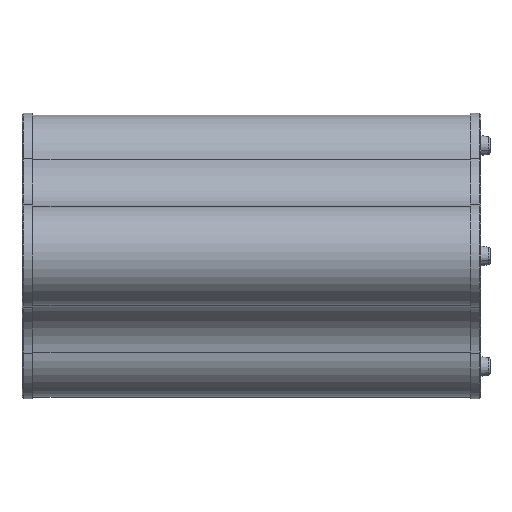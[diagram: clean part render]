
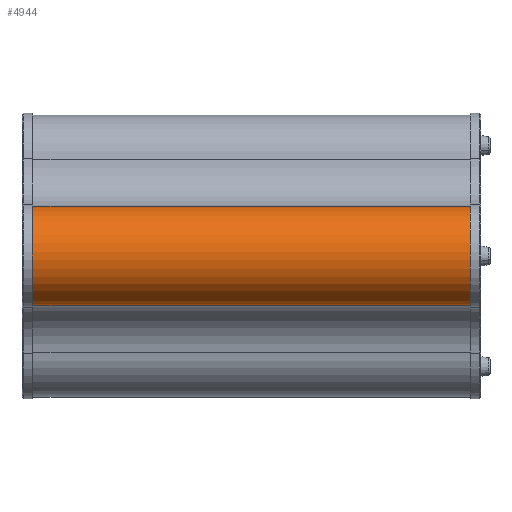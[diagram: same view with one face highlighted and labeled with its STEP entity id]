
A CAD part, left-side view. The second image highlights one B-rep face of the part: STEP entity #4944.
In plain terms, the highlighted cylindrical face has radius 38.5 mm (diameter 77 mm), a partial arc.
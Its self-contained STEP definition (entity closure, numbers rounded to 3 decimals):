
#87 = VERTEX_POINT ( 'NONE', #6480 ) ;
#225 = VERTEX_POINT ( 'NONE', #1781 ) ;
#301 = EDGE_CURVE ( 'NONE', #8327, #87, #4684, .T. ) ;
#310 = DIRECTION ( 'NONE',  ( 0., 1., 0. ) ) ;
#709 = EDGE_CURVE ( 'NONE', #7122, #225, #5532, .T. ) ;
#813 = ORIENTED_EDGE ( 'NONE', *, *, #301, .T. ) ;
#1060 = ORIENTED_EDGE ( 'NONE', *, *, #709, .F. ) ;
#1781 = CARTESIAN_POINT ( 'NONE',  ( -74.543, 0., 38.231 ) ) ;
#2531 = DIRECTION ( 'NONE',  ( 0., 0., -1. ) ) ;
#3408 = EDGE_CURVE ( 'NONE', #87, #225, #3561, .T. ) ;
#3561 = CIRCLE ( 'NONE', #7217, 38.5 ) ;
#3679 = VECTOR ( 'NONE', #4431, 1000. ) ;
#3801 = VECTOR ( 'NONE', #6113, 1000. ) ;
#4431 = DIRECTION ( 'NONE',  ( 0., -1., 0. ) ) ;
#4684 = LINE ( 'NONE', #8855, #3801 ) ;
#4718 = DIRECTION ( 'NONE',  ( 0., 0., 1. ) ) ;
#4944 = ADVANCED_FACE ( 'NONE', ( #6159 ), #5716, .T. ) ;
#5075 = EDGE_LOOP ( 'NONE', ( #7241, #1060, #7502, #813 ) ) ;
#5532 = LINE ( 'NONE', #5895, #3679 ) ;
#5716 = CYLINDRICAL_SURFACE ( 'NONE', #6679, 38.5 ) ;
#5841 = CARTESIAN_POINT ( 'NONE',  ( -70., 350., 0. ) ) ;
#5895 = CARTESIAN_POINT ( 'NONE',  ( -74.543, 350., 38.231 ) ) ;
#6005 = AXIS2_PLACEMENT_3D ( 'NONE', #7707, #7769, #6336 ) ;
#6068 = CARTESIAN_POINT ( 'NONE',  ( -74.543, 350., -38.231 ) ) ;
#6113 = DIRECTION ( 'NONE',  ( 0., -1., 0. ) ) ;
#6159 = FACE_OUTER_BOUND ( 'NONE', #5075, .T. ) ;
#6336 = DIRECTION ( 'NONE',  ( 0., 0., 1. ) ) ;
#6480 = CARTESIAN_POINT ( 'NONE',  ( -74.543, 0., -38.231 ) ) ;
#6679 = AXIS2_PLACEMENT_3D ( 'NONE', #5841, #7947, #2531 ) ;
#7122 = VERTEX_POINT ( 'NONE', #7526 ) ;
#7217 = AXIS2_PLACEMENT_3D ( 'NONE', #7394, #310, #4718 ) ;
#7241 = ORIENTED_EDGE ( 'NONE', *, *, #3408, .T. ) ;
#7349 = EDGE_CURVE ( 'NONE', #8327, #7122, #7538, .T. ) ;
#7394 = CARTESIAN_POINT ( 'NONE',  ( -70., 0., 0. ) ) ;
#7502 = ORIENTED_EDGE ( 'NONE', *, *, #7349, .F. ) ;
#7526 = CARTESIAN_POINT ( 'NONE',  ( -74.543, 350., 38.231 ) ) ;
#7538 = CIRCLE ( 'NONE', #6005, 38.5 ) ;
#7707 = CARTESIAN_POINT ( 'NONE',  ( -70., 350., 0. ) ) ;
#7769 = DIRECTION ( 'NONE',  ( 0., 1., 0. ) ) ;
#7947 = DIRECTION ( 'NONE',  ( 0., -1., 0. ) ) ;
#8327 = VERTEX_POINT ( 'NONE', #6068 ) ;
#8855 = CARTESIAN_POINT ( 'NONE',  ( -74.543, 350., -38.231 ) ) ;
